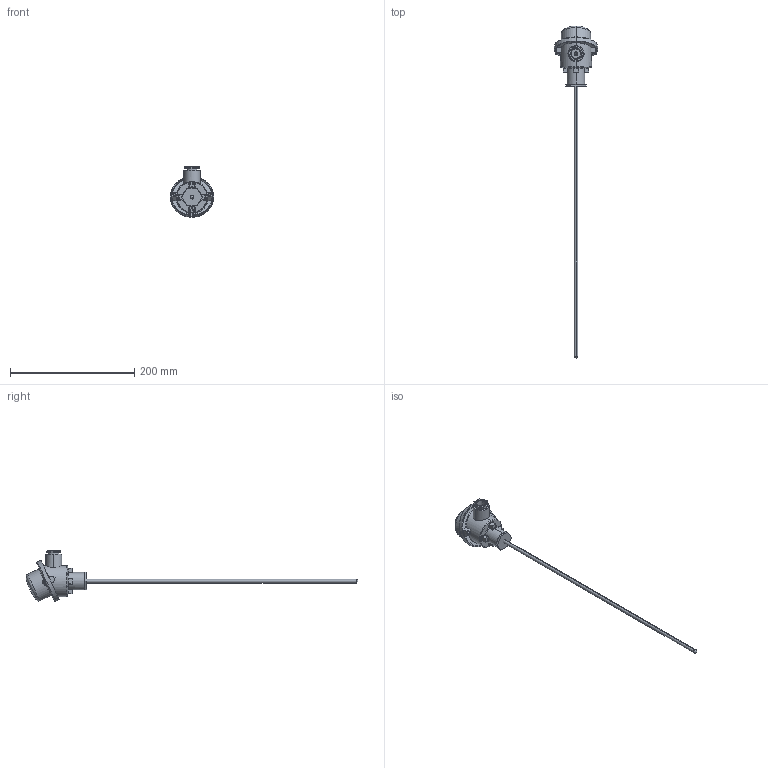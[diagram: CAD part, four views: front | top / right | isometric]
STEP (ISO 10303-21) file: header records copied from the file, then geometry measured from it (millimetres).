
FILE_DESCRIPTION (( 'STEP AP214' ), '1' );
FILE_NAME ('16-0001-BAW.STEP', '2024-06-10T17:53:44', ( '' ), ( '' ), 'SwSTEP 2.0', 'SolidWorks 2022', '' );
FILE_SCHEMA (( 'AUTOMOTIVE_DESIGN' ));
Length unit declared in the file: millimetre
Products named in the file (15): Anschlusskopf_BAW_Deckel; MTE_BL_D6-NL400; 16-0001-BAW; Anschlusskopf_Form_BAW - G12; Kabelverschaubung_M20x15_Gummi; Anschlusskopf_Form_B_Koerper; Form_B_Deckel-hoch; Terminal_B; Terminal_Lock; CER-Terminal_B_Body; 25-0108-03; Schraube_M5_Kopf; Scheibe_M5_Kopf; Kopfeinsatz_Mutter; Anschlusskopf_B_Deckel_Gummi
Assembly tree (19 placements, depth 4):
  16-0001-BAW
    25-0108-03
    Anschlusskopf_Form_BAW - G12
      Anschlusskopf_Form_B_Koerper
      Kopfeinsatz_Mutter
      Kabelverschaubung_M20x15_Gummi
      Form_B_Deckel-hoch
        Anschlusskopf_BAW_Deckel
        Anschlusskopf_B_Deckel_Gummi
        Schraube_M5_Kopf  x2
        Scheibe_M5_Kopf  x2
    MTE_BL_D6-NL400
    Terminal_B
      CER-Terminal_B_Body
      Terminal_Lock  x4
Bounding box: 69.5 x 534.6 x 81.42 mm (x, y, z)
Volume: 88456.6 mm3; surface area: 67422.4 mm2
Topology: 17 solids, 17 shells, 388 faces, 936 edges, 579 vertices
Faces by surface type: cylinder 164, plane 147, cone 34, torus 27, sphere 9, bspline 7
Entity records: 11166 total; most frequent: CARTESIAN_POINT 2487, DIRECTION 1741, ORIENTED_EDGE 1538, EDGE_CURVE 769, AXIS2_PLACEMENT_3D 694, VERTEX_POINT 488, EDGE_LOOP 387, VECTOR 353
